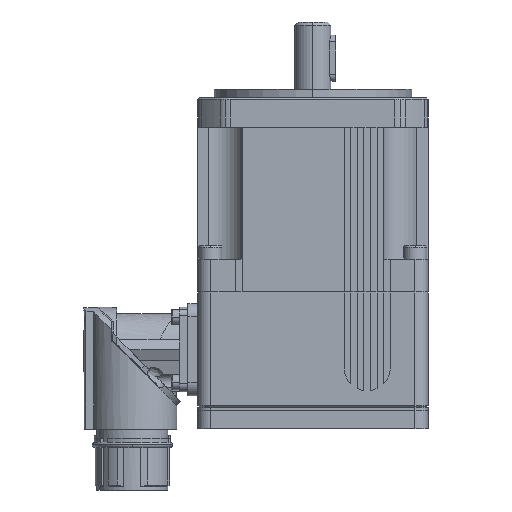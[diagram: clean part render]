
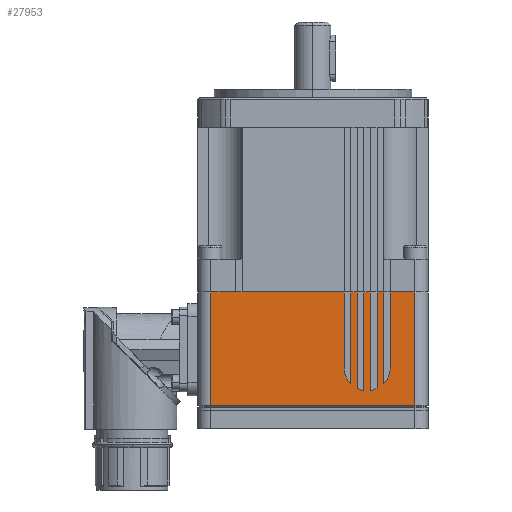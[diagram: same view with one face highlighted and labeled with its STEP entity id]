
A CAD part, left-side view. The second image highlights one B-rep face of the part: STEP entity #27953.
In plain terms, the highlighted planar face has unit normal (-1, 0, 0).
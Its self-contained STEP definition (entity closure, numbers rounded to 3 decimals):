
#26093=CARTESIAN_POINT('',(-35.,21.5,0.0));
#26094=VERTEX_POINT('',#26093);
#26109=CARTESIAN_POINT('',(-35.,23.5,0.0));
#26110=VERTEX_POINT('',#26109);
#26117=CARTESIAN_POINT('',(-35.,21.5,0.0));
#26118=DIRECTION('',(0.0,1.0,0.0));
#26119=VECTOR('',#26118,2.);
#26120=LINE('',#26117,#26119);
#26121=EDGE_CURVE('',#26094,#26110,#26120,.T.);
#26462=CARTESIAN_POINT('',(-35.,-17.5,-29.928));
#26463=VERTEX_POINT('',#26462);
#26470=CARTESIAN_POINT('',(-35.,-19.5,-29.325));
#26471=VERTEX_POINT('',#26470);
#26472=CARTESIAN_POINT('',(-35.,-16.5,-23.));
#26473=DIRECTION('',(1.0,0.0,0.0));
#26474=DIRECTION('',(0.0,1.0,0.0));
#26475=AXIS2_PLACEMENT_3D('',#26472,#26473,#26474);
#26476=CIRCLE('',#26475,7.);
#26477=EDGE_CURVE('',#26471,#26463,#26476,.T.);
#26504=CARTESIAN_POINT('',(-35.,-21.5,-27.899));
#26505=VERTEX_POINT('',#26504);
#26512=CARTESIAN_POINT('',(-35.,-23.5,-23.));
#26513=VERTEX_POINT('',#26512);
#26514=CARTESIAN_POINT('',(-35.,-16.5,-23.));
#26515=DIRECTION('',(1.0,0.0,0.0));
#26516=DIRECTION('',(0.0,1.0,0.0));
#26517=AXIS2_PLACEMENT_3D('',#26514,#26515,#26516);
#26518=CIRCLE('',#26517,7.);
#26519=EDGE_CURVE('',#26513,#26505,#26518,.T.);
#26546=CARTESIAN_POINT('',(-35.,-9.5,-23.));
#26547=VERTEX_POINT('',#26546);
#26554=CARTESIAN_POINT('',(-35.,-11.5,-27.899));
#26555=VERTEX_POINT('',#26554);
#26556=CARTESIAN_POINT('',(-35.,-16.5,-23.));
#26557=DIRECTION('',(1.0,0.0,0.0));
#26558=DIRECTION('',(0.0,1.0,0.0));
#26559=AXIS2_PLACEMENT_3D('',#26556,#26557,#26558);
#26560=CIRCLE('',#26559,7.);
#26561=EDGE_CURVE('',#26555,#26547,#26560,.T.);
#26588=CARTESIAN_POINT('',(-35.,-13.5,-29.325));
#26589=VERTEX_POINT('',#26588);
#26596=CARTESIAN_POINT('',(-35.,-15.5,-29.928));
#26597=VERTEX_POINT('',#26596);
#26598=CARTESIAN_POINT('',(-35.,-16.5,-23.));
#26599=DIRECTION('',(1.0,0.0,0.0));
#26600=DIRECTION('',(0.0,1.0,0.0));
#26601=AXIS2_PLACEMENT_3D('',#26598,#26599,#26600);
#26602=CIRCLE('',#26601,7.);
#26603=EDGE_CURVE('',#26597,#26589,#26602,.T.);
#27136=CARTESIAN_POINT('',(-35.0,-21.5,0.0));
#27137=VERTEX_POINT('',#27136);
#27144=CARTESIAN_POINT('',(-35.,-21.5,-27.899));
#27145=DIRECTION('',(0.0,0.0,1.0));
#27146=VECTOR('',#27145,27.899);
#27147=LINE('',#27144,#27146);
#27148=EDGE_CURVE('',#26505,#27137,#27147,.T.);
#27160=CARTESIAN_POINT('',(-35.0,-23.5,0.0));
#27161=VERTEX_POINT('',#27160);
#27162=CARTESIAN_POINT('',(-35.0,-23.5,0.0));
#27163=DIRECTION('',(0.0,0.0,-1.0));
#27164=VECTOR('',#27163,23.);
#27165=LINE('',#27162,#27164);
#27166=EDGE_CURVE('',#27161,#26513,#27165,.T.);
#27215=CARTESIAN_POINT('',(-35.0,-13.5,0.0));
#27216=VERTEX_POINT('',#27215);
#27223=CARTESIAN_POINT('',(-35.,-13.5,-29.325));
#27224=DIRECTION('',(0.0,0.0,1.0));
#27225=VECTOR('',#27224,29.325);
#27226=LINE('',#27223,#27225);
#27227=EDGE_CURVE('',#26589,#27216,#27226,.T.);
#27238=CARTESIAN_POINT('',(-35.0,-15.5,0.0));
#27239=VERTEX_POINT('',#27238);
#27240=CARTESIAN_POINT('',(-35.0,-15.5,0.0));
#27241=DIRECTION('',(0.0,0.0,-1.0));
#27242=VECTOR('',#27241,29.928);
#27243=LINE('',#27240,#27242);
#27244=EDGE_CURVE('',#27239,#26597,#27243,.T.);
#27532=CARTESIAN_POINT('',(-35.0,-9.5,0.0));
#27533=VERTEX_POINT('',#27532);
#27540=CARTESIAN_POINT('',(-35.,-9.5,-23.));
#27541=DIRECTION('',(0.0,0.0,1.0));
#27542=VECTOR('',#27541,23.);
#27543=LINE('',#27540,#27542);
#27544=EDGE_CURVE('',#26547,#27533,#27543,.T.);
#27554=CARTESIAN_POINT('',(-35.0,-11.5,0.0));
#27555=VERTEX_POINT('',#27554);
#27556=CARTESIAN_POINT('',(-35.0,-11.5,0.0));
#27557=DIRECTION('',(0.0,0.0,-1.0));
#27558=VECTOR('',#27557,27.899);
#27559=LINE('',#27556,#27558);
#27560=EDGE_CURVE('',#27555,#26555,#27559,.T.);
#27610=CARTESIAN_POINT('',(-35.0,-17.5,0.0));
#27611=VERTEX_POINT('',#27610);
#27618=CARTESIAN_POINT('',(-35.,-17.5,-29.928));
#27619=DIRECTION('',(0.0,0.0,1.0));
#27620=VECTOR('',#27619,29.928);
#27621=LINE('',#27618,#27620);
#27622=EDGE_CURVE('',#26463,#27611,#27621,.T.);
#27633=CARTESIAN_POINT('',(-35.0,-19.5,0.0));
#27634=VERTEX_POINT('',#27633);
#27635=CARTESIAN_POINT('',(-35.0,-19.5,0.0));
#27636=DIRECTION('',(0.0,0.0,-1.0));
#27637=VECTOR('',#27636,29.325);
#27638=LINE('',#27635,#27637);
#27639=EDGE_CURVE('',#27634,#26471,#27638,.T.);
#27871=CARTESIAN_POINT('',(-35.,-23.5,-35.0));
#27872=DIRECTION('',(-1.0,0.0,0.0));
#27873=DIRECTION('',(0.0,0.0,1.0));
#27874=AXIS2_PLACEMENT_3D('',#27871,#27872,#27873);
#27875=PLANE('',#27874);
#27876=ORIENTED_EDGE('',*,*,#27622,.T.);
#27877=CARTESIAN_POINT('',(-35.0,-15.5,0.0));
#27878=DIRECTION('',(0.0,-1.0,0.0));
#27879=VECTOR('',#27878,2.);
#27880=LINE('',#27877,#27879);
#27881=EDGE_CURVE('',#27239,#27611,#27880,.T.);
#27882=ORIENTED_EDGE('',*,*,#27881,.F.);
#27883=ORIENTED_EDGE('',*,*,#27244,.T.);
#27884=ORIENTED_EDGE('',*,*,#26603,.T.);
#27885=ORIENTED_EDGE('',*,*,#27227,.T.);
#27886=CARTESIAN_POINT('',(-35.0,-11.5,0.0));
#27887=DIRECTION('',(0.0,-1.0,0.0));
#27888=VECTOR('',#27887,2.);
#27889=LINE('',#27886,#27888);
#27890=EDGE_CURVE('',#27555,#27216,#27889,.T.);
#27891=ORIENTED_EDGE('',*,*,#27890,.F.);
#27892=ORIENTED_EDGE('',*,*,#27560,.T.);
#27893=ORIENTED_EDGE('',*,*,#26561,.T.);
#27894=ORIENTED_EDGE('',*,*,#27544,.T.);
#27895=CARTESIAN_POINT('',(-35.,21.5,0.0));
#27896=DIRECTION('',(0.0,-1.0,0.0));
#27897=VECTOR('',#27896,31.);
#27898=LINE('',#27895,#27897);
#27899=EDGE_CURVE('',#26094,#27533,#27898,.T.);
#27900=ORIENTED_EDGE('',*,*,#27899,.F.);
#27901=ORIENTED_EDGE('',*,*,#26121,.T.);
#27902=CARTESIAN_POINT('',(-35.,31.,0.0));
#27903=VERTEX_POINT('',#27902);
#27904=CARTESIAN_POINT('',(-35.,31.,0.0));
#27905=DIRECTION('',(0.0,-1.0,0.0));
#27906=VECTOR('',#27905,7.5);
#27907=LINE('',#27904,#27906);
#27908=EDGE_CURVE('',#27903,#26110,#27907,.T.);
#27909=ORIENTED_EDGE('',*,*,#27908,.F.);
#27910=CARTESIAN_POINT('',(-35.,31.,-34.5));
#27911=VERTEX_POINT('',#27910);
#27912=CARTESIAN_POINT('',(-35.,31.,-34.5));
#27913=DIRECTION('',(0.0,0.0,1.0));
#27914=VECTOR('',#27913,34.5);
#27915=LINE('',#27912,#27914);
#27916=EDGE_CURVE('',#27911,#27903,#27915,.T.);
#27917=ORIENTED_EDGE('',*,*,#27916,.F.);
#27918=CARTESIAN_POINT('',(-35.,-31.,-34.5));
#27919=VERTEX_POINT('',#27918);
#27920=CARTESIAN_POINT('',(-35.,-31.,-34.5));
#27921=DIRECTION('',(0.0,1.0,0.0));
#27922=VECTOR('',#27921,62.);
#27923=LINE('',#27920,#27922);
#27924=EDGE_CURVE('',#27919,#27911,#27923,.T.);
#27925=ORIENTED_EDGE('',*,*,#27924,.F.);
#27926=CARTESIAN_POINT('',(-35.0,-31.,0.0));
#27927=VERTEX_POINT('',#27926);
#27928=CARTESIAN_POINT('',(-35.,-31.,-34.5));
#27929=DIRECTION('',(0.0,0.0,1.0));
#27930=VECTOR('',#27929,34.5);
#27931=LINE('',#27928,#27930);
#27932=EDGE_CURVE('',#27919,#27927,#27931,.T.);
#27933=ORIENTED_EDGE('',*,*,#27932,.T.);
#27934=CARTESIAN_POINT('',(-35.0,-23.5,0.0));
#27935=DIRECTION('',(0.0,-1.0,0.0));
#27936=VECTOR('',#27935,7.5);
#27937=LINE('',#27934,#27936);
#27938=EDGE_CURVE('',#27161,#27927,#27937,.T.);
#27939=ORIENTED_EDGE('',*,*,#27938,.F.);
#27940=ORIENTED_EDGE('',*,*,#27166,.T.);
#27941=ORIENTED_EDGE('',*,*,#26519,.T.);
#27942=ORIENTED_EDGE('',*,*,#27148,.T.);
#27943=CARTESIAN_POINT('',(-35.0,-19.5,0.0));
#27944=DIRECTION('',(0.0,-1.0,0.0));
#27945=VECTOR('',#27944,2.0);
#27946=LINE('',#27943,#27945);
#27947=EDGE_CURVE('',#27634,#27137,#27946,.T.);
#27948=ORIENTED_EDGE('',*,*,#27947,.F.);
#27949=ORIENTED_EDGE('',*,*,#27639,.T.);
#27950=ORIENTED_EDGE('',*,*,#26477,.T.);
#27951=EDGE_LOOP('',(#27876,#27882,#27883,#27884,#27885,#27891,#27892,#27893,#27894,#27900,#27901,#27909,#27917,#27925,#27933,#27939,#27940,#27941,#27942,#27948,#27949,#27950));
#27952=FACE_OUTER_BOUND('',#27951,.T.);
#27953=ADVANCED_FACE('',(#27952),#27875,.T.);
